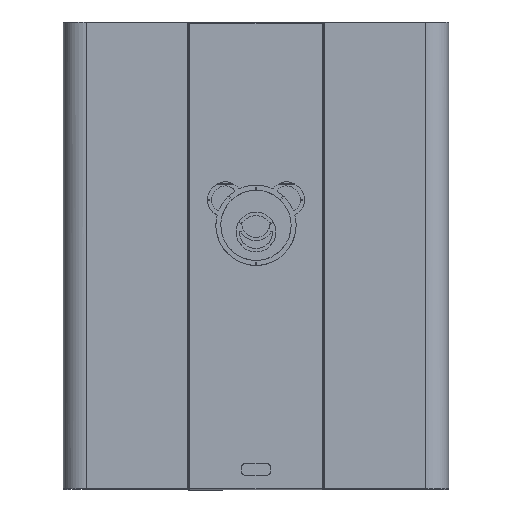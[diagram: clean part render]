
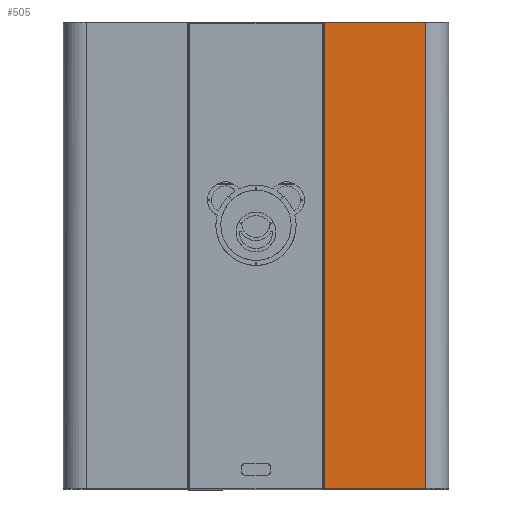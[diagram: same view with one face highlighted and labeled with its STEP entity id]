
A CAD part, front view. The second image highlights one B-rep face of the part: STEP entity #505.
In plain terms, the highlighted planar face has unit normal (0, -1, 0.002).
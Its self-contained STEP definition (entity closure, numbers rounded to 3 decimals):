
#505=ADVANCED_FACE('',(#1559),#16019,.T.);
#1559=FACE_OUTER_BOUND('',#2657,.T.);
#2657=EDGE_LOOP('',(#4552,#4553,#4554,#4555));
#4552=ORIENTED_EDGE('',*,*,#9431,.F.);
#4553=ORIENTED_EDGE('',*,*,#9432,.F.);
#4554=ORIENTED_EDGE('',*,*,#9433,.F.);
#4555=ORIENTED_EDGE('',*,*,#9430,.F.);
#9430=EDGE_CURVE('',#14587,#14588,#11873,.T.);
#9431=EDGE_CURVE('',#14589,#14587,#11874,.T.);
#9432=EDGE_CURVE('',#14590,#14589,#11875,.T.);
#9433=EDGE_CURVE('',#14588,#14590,#11876,.T.);
#11873=B_SPLINE_CURVE_WITH_KNOTS('',1,(#23806,#23807),.UNSPECIFIED.,.F.,
 .F.,(2,2),(-828.,0.),.UNSPECIFIED.);
#11874=B_SPLINE_CURVE_WITH_KNOTS('',1,(#23808,#23809),.UNSPECIFIED.,.F.,
 .F.,(2,2),(-180.,0.),.UNSPECIFIED.);
#11875=B_SPLINE_CURVE_WITH_KNOTS('',1,(#23810,#23811),.UNSPECIFIED.,.F.,
 .F.,(2,2),(-828.,0.),.UNSPECIFIED.);
#11876=B_SPLINE_CURVE_WITH_KNOTS('',1,(#23812,#23813),.UNSPECIFIED.,.F.,
 .F.,(2,2),(-180.,0.),.UNSPECIFIED.);
#14587=VERTEX_POINT('',#23588);
#14588=VERTEX_POINT('',#23589);
#14589=VERTEX_POINT('',#23590);
#14590=VERTEX_POINT('',#23591);
#16019=PLANE('',#17409);
#17409=AXIS2_PLACEMENT_3D('',#23100,#17875,$);
#17875=DIRECTION('',(0.,-1.,0.));
#23100=CARTESIAN_POINT('',(-17.,0.,-81.8));
#23588=CARTESIAN_POINT('',(181.,0.,829.));
#23589=CARTESIAN_POINT('',(181.,0.,1.));
#23590=CARTESIAN_POINT('',(1.,0.,829.));
#23591=CARTESIAN_POINT('',(1.,0.,1.));
#23806=CARTESIAN_POINT('',(181.,0.,829.));
#23807=CARTESIAN_POINT('',(181.,0.,1.));
#23808=CARTESIAN_POINT('',(1.,0.,829.));
#23809=CARTESIAN_POINT('',(181.,0.,829.));
#23810=CARTESIAN_POINT('',(1.,0.,1.));
#23811=CARTESIAN_POINT('',(1.,0.,829.));
#23812=CARTESIAN_POINT('',(181.,0.,1.));
#23813=CARTESIAN_POINT('',(1.,0.,1.));
